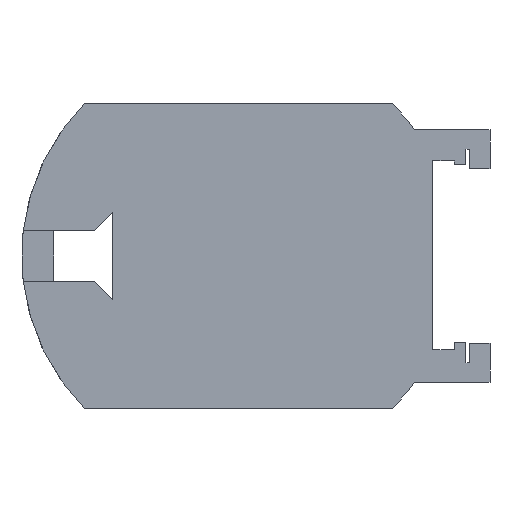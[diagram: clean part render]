
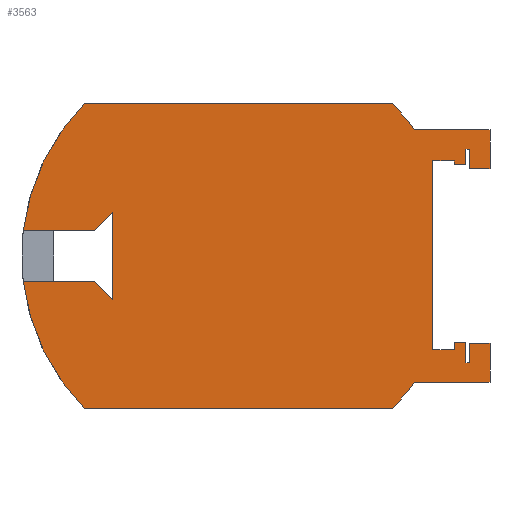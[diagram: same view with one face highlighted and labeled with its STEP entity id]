
A CAD part, front view. The second image highlights one B-rep face of the part: STEP entity #3563.
In plain terms, the highlighted planar face has unit normal (0, -1, 0).
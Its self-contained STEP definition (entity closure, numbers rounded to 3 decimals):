
#3061 = EDGE_CURVE('',#3062,#3064,#3066,.T.);
#3062 = VERTEX_POINT('',#3063);
#3063 = CARTESIAN_POINT('',(7.918,0.,-7.85));
#3064 = VERTEX_POINT('',#3065);
#3065 = CARTESIAN_POINT('',(-7.918,0.,-7.85));
#3066 = LINE('',#3067,#3068);
#3067 = CARTESIAN_POINT('',(-7.918,0.,-7.85));
#3068 = VECTOR('',#3069,1.);
#3069 = DIRECTION('',(-1.,-0.,-0.));
#3117 = EDGE_CURVE('',#3118,#3062,#3120,.T.);
#3118 = VERTEX_POINT('',#3119);
#3119 = CARTESIAN_POINT('',(9.059,0.,-6.5));
#3120 = CIRCLE('',#3121,11.15);
#3121 = AXIS2_PLACEMENT_3D('',#3122,#3123,#3124);
#3122 = CARTESIAN_POINT('',(0.,0.,0.));
#3123 = DIRECTION('',(0.,1.,0.));
#3124 = DIRECTION('',(0.,0.,1.));
#3161 = VERTEX_POINT('',#3162);
#3162 = CARTESIAN_POINT('',(11.9,0.,-4.5));
#3168 = EDGE_CURVE('',#3161,#3169,#3171,.T.);
#3169 = VERTEX_POINT('',#3170);
#3170 = CARTESIAN_POINT('',(12.95,0.,-4.5));
#3171 = LINE('',#3172,#3173);
#3172 = CARTESIAN_POINT('',(11.7,0.,-4.5));
#3173 = VECTOR('',#3174,1.);
#3174 = DIRECTION('',(1.,0.,0.));
#3190 = EDGE_CURVE('',#3169,#3191,#3193,.T.);
#3191 = VERTEX_POINT('',#3192);
#3192 = CARTESIAN_POINT('',(12.95,0.,-6.5));
#3193 = LINE('',#3194,#3195);
#3194 = CARTESIAN_POINT('',(12.95,0.,-6.5));
#3195 = VECTOR('',#3196,1.);
#3196 = DIRECTION('',(-0.,-0.,-1.));
#3221 = EDGE_CURVE('',#3191,#3118,#3222,.T.);
#3222 = LINE('',#3223,#3224);
#3223 = CARTESIAN_POINT('',(9.059,0.,-6.5));
#3224 = VECTOR('',#3225,1.);
#3225 = DIRECTION('',(-1.,-0.,-0.));
#3243 = EDGE_CURVE('',#3064,#3244,#3246,.T.);
#3244 = VERTEX_POINT('',#3245);
#3245 = CARTESIAN_POINT('',(-11.074,0.,-1.3));
#3246 = CIRCLE('',#3247,11.15);
#3247 = AXIS2_PLACEMENT_3D('',#3248,#3249,#3250);
#3248 = CARTESIAN_POINT('',(0.,0.,0.));
#3249 = DIRECTION('',(0.,1.,0.));
#3250 = DIRECTION('',(0.,0.,1.));
#3270 = VERTEX_POINT('',#3271);
#3271 = CARTESIAN_POINT('',(-11.074,0.,1.3));
#3277 = EDGE_CURVE('',#3270,#3278,#3280,.T.);
#3278 = VERTEX_POINT('',#3279);
#3279 = CARTESIAN_POINT('',(-7.918,0.,7.85));
#3280 = CIRCLE('',#3281,11.15);
#3281 = AXIS2_PLACEMENT_3D('',#3282,#3283,#3284);
#3282 = CARTESIAN_POINT('',(0.,0.,0.));
#3283 = DIRECTION('',(0.,1.,0.));
#3284 = DIRECTION('',(0.,0.,1.));
#3319 = EDGE_CURVE('',#3278,#3320,#3322,.T.);
#3320 = VERTEX_POINT('',#3321);
#3321 = CARTESIAN_POINT('',(7.918,0.,7.85));
#3322 = LINE('',#3323,#3324);
#3323 = CARTESIAN_POINT('',(-7.918,0.,7.85));
#3324 = VECTOR('',#3325,1.);
#3325 = DIRECTION('',(1.,0.,0.));
#3470 = EDGE_CURVE('',#3320,#3471,#3473,.T.);
#3471 = VERTEX_POINT('',#3472);
#3472 = CARTESIAN_POINT('',(9.059,0.,6.5));
#3473 = CIRCLE('',#3474,11.15);
#3474 = AXIS2_PLACEMENT_3D('',#3475,#3476,#3477);
#3475 = CARTESIAN_POINT('',(0.,0.,0.));
#3476 = DIRECTION('',(0.,1.,0.));
#3477 = DIRECTION('',(0.,0.,1.));
#3495 = EDGE_CURVE('',#3471,#3496,#3498,.T.);
#3496 = VERTEX_POINT('',#3497);
#3497 = CARTESIAN_POINT('',(12.95,0.,6.5));
#3498 = LINE('',#3499,#3500);
#3499 = CARTESIAN_POINT('',(9.059,0.,6.5));
#3500 = VECTOR('',#3501,1.);
#3501 = DIRECTION('',(1.,0.,0.));
#3519 = EDGE_CURVE('',#3496,#3520,#3522,.T.);
#3520 = VERTEX_POINT('',#3521);
#3521 = CARTESIAN_POINT('',(12.95,0.,4.5));
#3522 = LINE('',#3523,#3524);
#3523 = CARTESIAN_POINT('',(12.95,0.,4.5));
#3524 = VECTOR('',#3525,1.);
#3525 = DIRECTION('',(-0.,-0.,-1.));
#3543 = EDGE_CURVE('',#3520,#3544,#3546,.T.);
#3544 = VERTEX_POINT('',#3545);
#3545 = CARTESIAN_POINT('',(11.9,0.,4.5));
#3546 = LINE('',#3547,#3548);
#3547 = CARTESIAN_POINT('',(11.7,0.,4.5));
#3548 = VECTOR('',#3549,1.);
#3549 = DIRECTION('',(-1.,-0.,-0.));
#3563 = ADVANCED_FACE('',(#3564),#3718,.F.);
#3564 = FACE_BOUND('',#3565,.T.);
#3565 = EDGE_LOOP('',(#3566,#3574,#3575,#3576,#3577,#3578,#3579,#3580,
    #3588,#3596,#3604,#3612,#3620,#3628,#3636,#3644,#3652,#3660,#3668,
    #3676,#3682,#3683,#3684,#3685,#3686,#3687,#3688,#3696,#3704,#3712));
#3566 = ORIENTED_EDGE('',*,*,#3567,.T.);
#3567 = EDGE_CURVE('',#3568,#3244,#3570,.T.);
#3568 = VERTEX_POINT('',#3569);
#3569 = CARTESIAN_POINT('',(-7.4,0.,-1.3));
#3570 = LINE('',#3571,#3572);
#3571 = CARTESIAN_POINT('',(-9.5,0.,-1.3));
#3572 = VECTOR('',#3573,1.);
#3573 = DIRECTION('',(-1.,-0.,-0.));
#3574 = ORIENTED_EDGE('',*,*,#3243,.F.);
#3575 = ORIENTED_EDGE('',*,*,#3061,.F.);
#3576 = ORIENTED_EDGE('',*,*,#3117,.F.);
#3577 = ORIENTED_EDGE('',*,*,#3221,.F.);
#3578 = ORIENTED_EDGE('',*,*,#3190,.F.);
#3579 = ORIENTED_EDGE('',*,*,#3168,.F.);
#3580 = ORIENTED_EDGE('',*,*,#3581,.T.);
#3581 = EDGE_CURVE('',#3161,#3582,#3584,.T.);
#3582 = VERTEX_POINT('',#3583);
#3583 = CARTESIAN_POINT('',(11.9,0.,-5.5));
#3584 = LINE('',#3585,#3586);
#3585 = CARTESIAN_POINT('',(11.9,0.,-5.5));
#3586 = VECTOR('',#3587,1.);
#3587 = DIRECTION('',(0.,-0.,-1.));
#3588 = ORIENTED_EDGE('',*,*,#3589,.T.);
#3589 = EDGE_CURVE('',#3582,#3590,#3592,.T.);
#3590 = VERTEX_POINT('',#3591);
#3591 = CARTESIAN_POINT('',(11.7,0.,-5.5));
#3592 = LINE('',#3593,#3594);
#3593 = CARTESIAN_POINT('',(11.9,0.,-5.5));
#3594 = VECTOR('',#3595,1.);
#3595 = DIRECTION('',(-1.,0.,0.));
#3596 = ORIENTED_EDGE('',*,*,#3597,.F.);
#3597 = EDGE_CURVE('',#3598,#3590,#3600,.T.);
#3598 = VERTEX_POINT('',#3599);
#3599 = CARTESIAN_POINT('',(11.7,0.,-4.454));
#3600 = LINE('',#3601,#3602);
#3601 = CARTESIAN_POINT('',(11.7,0.,-4.5));
#3602 = VECTOR('',#3603,1.);
#3603 = DIRECTION('',(-0.,-0.,-1.));
#3604 = ORIENTED_EDGE('',*,*,#3605,.T.);
#3605 = EDGE_CURVE('',#3598,#3606,#3608,.T.);
#3606 = VERTEX_POINT('',#3607);
#3607 = CARTESIAN_POINT('',(11.115,0.,-4.454));
#3608 = LINE('',#3609,#3610);
#3609 = CARTESIAN_POINT('',(11.115,0.,-4.454));
#3610 = VECTOR('',#3611,1.);
#3611 = DIRECTION('',(-1.,-0.,-0.));
#3612 = ORIENTED_EDGE('',*,*,#3613,.T.);
#3613 = EDGE_CURVE('',#3606,#3614,#3616,.T.);
#3614 = VERTEX_POINT('',#3615);
#3615 = CARTESIAN_POINT('',(11.115,0.,-4.831));
#3616 = LINE('',#3617,#3618);
#3617 = CARTESIAN_POINT('',(11.115,0.,-4.831));
#3618 = VECTOR('',#3619,1.);
#3619 = DIRECTION('',(-0.,-0.,-1.));
#3620 = ORIENTED_EDGE('',*,*,#3621,.T.);
#3621 = EDGE_CURVE('',#3614,#3622,#3624,.T.);
#3622 = VERTEX_POINT('',#3623);
#3623 = CARTESIAN_POINT('',(10.005,0.,-4.831));
#3624 = LINE('',#3625,#3626);
#3625 = CARTESIAN_POINT('',(10.005,0.,-4.831));
#3626 = VECTOR('',#3627,1.);
#3627 = DIRECTION('',(-1.,-0.,-0.));
#3628 = ORIENTED_EDGE('',*,*,#3629,.T.);
#3629 = EDGE_CURVE('',#3622,#3630,#3632,.T.);
#3630 = VERTEX_POINT('',#3631);
#3631 = CARTESIAN_POINT('',(10.005,0.,4.901));
#3632 = LINE('',#3633,#3634);
#3633 = CARTESIAN_POINT('',(10.005,0.,-4.831));
#3634 = VECTOR('',#3635,1.);
#3635 = DIRECTION('',(0.,0.,1.));
#3636 = ORIENTED_EDGE('',*,*,#3637,.T.);
#3637 = EDGE_CURVE('',#3630,#3638,#3640,.T.);
#3638 = VERTEX_POINT('',#3639);
#3639 = CARTESIAN_POINT('',(11.115,0.,4.901));
#3640 = LINE('',#3641,#3642);
#3641 = CARTESIAN_POINT('',(10.005,0.,4.901));
#3642 = VECTOR('',#3643,1.);
#3643 = DIRECTION('',(1.,0.,0.));
#3644 = ORIENTED_EDGE('',*,*,#3645,.T.);
#3645 = EDGE_CURVE('',#3638,#3646,#3648,.T.);
#3646 = VERTEX_POINT('',#3647);
#3647 = CARTESIAN_POINT('',(11.115,0.,4.711));
#3648 = LINE('',#3649,#3650);
#3649 = CARTESIAN_POINT('',(11.115,0.,4.711));
#3650 = VECTOR('',#3651,1.);
#3651 = DIRECTION('',(-0.,-0.,-1.));
#3652 = ORIENTED_EDGE('',*,*,#3653,.T.);
#3653 = EDGE_CURVE('',#3646,#3654,#3656,.T.);
#3654 = VERTEX_POINT('',#3655);
#3655 = CARTESIAN_POINT('',(11.7,0.,4.711));
#3656 = LINE('',#3657,#3658);
#3657 = CARTESIAN_POINT('',(11.115,0.,4.711));
#3658 = VECTOR('',#3659,1.);
#3659 = DIRECTION('',(1.,0.,0.));
#3660 = ORIENTED_EDGE('',*,*,#3661,.T.);
#3661 = EDGE_CURVE('',#3654,#3662,#3664,.T.);
#3662 = VERTEX_POINT('',#3663);
#3663 = CARTESIAN_POINT('',(11.7,0.,5.5));
#3664 = LINE('',#3665,#3666);
#3665 = CARTESIAN_POINT('',(11.7,0.,4.711));
#3666 = VECTOR('',#3667,1.);
#3667 = DIRECTION('',(0.,0.,1.));
#3668 = ORIENTED_EDGE('',*,*,#3669,.T.);
#3669 = EDGE_CURVE('',#3662,#3670,#3672,.T.);
#3670 = VERTEX_POINT('',#3671);
#3671 = CARTESIAN_POINT('',(11.9,0.,5.5));
#3672 = LINE('',#3673,#3674);
#3673 = CARTESIAN_POINT('',(11.9,0.,5.5));
#3674 = VECTOR('',#3675,1.);
#3675 = DIRECTION('',(1.,0.,0.));
#3676 = ORIENTED_EDGE('',*,*,#3677,.T.);
#3677 = EDGE_CURVE('',#3670,#3544,#3678,.T.);
#3678 = LINE('',#3679,#3680);
#3679 = CARTESIAN_POINT('',(11.9,0.,-5.5));
#3680 = VECTOR('',#3681,1.);
#3681 = DIRECTION('',(0.,-0.,-1.));
#3682 = ORIENTED_EDGE('',*,*,#3543,.F.);
#3683 = ORIENTED_EDGE('',*,*,#3519,.F.);
#3684 = ORIENTED_EDGE('',*,*,#3495,.F.);
#3685 = ORIENTED_EDGE('',*,*,#3470,.F.);
#3686 = ORIENTED_EDGE('',*,*,#3319,.F.);
#3687 = ORIENTED_EDGE('',*,*,#3277,.F.);
#3688 = ORIENTED_EDGE('',*,*,#3689,.T.);
#3689 = EDGE_CURVE('',#3270,#3690,#3692,.T.);
#3690 = VERTEX_POINT('',#3691);
#3691 = CARTESIAN_POINT('',(-7.4,0.,1.3));
#3692 = LINE('',#3693,#3694);
#3693 = CARTESIAN_POINT('',(-9.5,0.,1.3));
#3694 = VECTOR('',#3695,1.);
#3695 = DIRECTION('',(1.,0.,0.));
#3696 = ORIENTED_EDGE('',*,*,#3697,.T.);
#3697 = EDGE_CURVE('',#3690,#3698,#3700,.T.);
#3698 = VERTEX_POINT('',#3699);
#3699 = CARTESIAN_POINT('',(-6.5,0.,2.25));
#3700 = LINE('',#3701,#3702);
#3701 = CARTESIAN_POINT('',(-7.4,0.,1.3));
#3702 = VECTOR('',#3703,1.);
#3703 = DIRECTION('',(0.688,0.,0.726));
#3704 = ORIENTED_EDGE('',*,*,#3705,.T.);
#3705 = EDGE_CURVE('',#3698,#3706,#3708,.T.);
#3706 = VERTEX_POINT('',#3707);
#3707 = CARTESIAN_POINT('',(-6.5,0.,-2.25));
#3708 = LINE('',#3709,#3710);
#3709 = CARTESIAN_POINT('',(-6.5,0.,2.25));
#3710 = VECTOR('',#3711,1.);
#3711 = DIRECTION('',(0.,0.,-1.));
#3712 = ORIENTED_EDGE('',*,*,#3713,.T.);
#3713 = EDGE_CURVE('',#3706,#3568,#3714,.T.);
#3714 = LINE('',#3715,#3716);
#3715 = CARTESIAN_POINT('',(-7.4,0.,-1.3));
#3716 = VECTOR('',#3717,1.);
#3717 = DIRECTION('',(-0.688,0.,0.726));
#3718 = PLANE('',#3719);
#3719 = AXIS2_PLACEMENT_3D('',#3720,#3721,#3722);
#3720 = CARTESIAN_POINT('',(0.,0.,0.));
#3721 = DIRECTION('',(0.,1.,0.));
#3722 = DIRECTION('',(1.,0.,0.));
